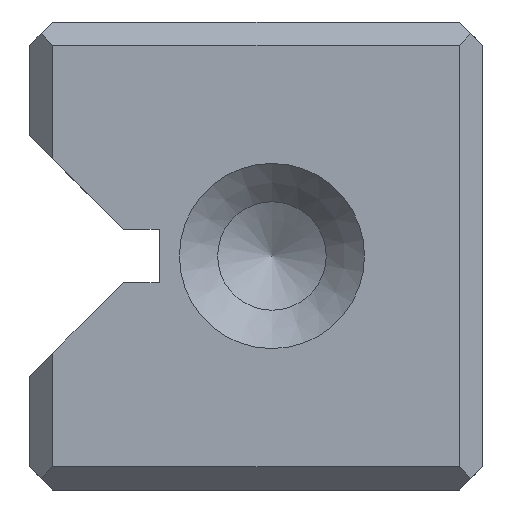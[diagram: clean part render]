
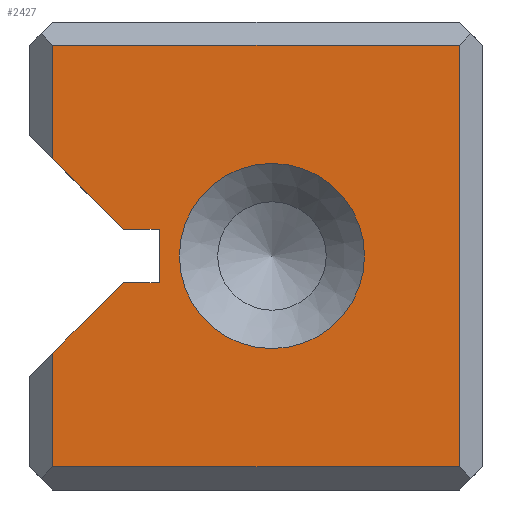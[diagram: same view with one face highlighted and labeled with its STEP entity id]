
A CAD part, left-side view. The second image highlights one B-rep face of the part: STEP entity #2427.
In plain terms, the highlighted planar face has unit normal (-1, 0, 0).
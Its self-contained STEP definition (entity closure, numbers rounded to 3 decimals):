
#2427=ADVANCED_FACE('',(#3042,#3043),#2763,.T.);
#2763=PLANE('',#8188);
#2991=CIRCLE('',#8187,4.35);
#3042=FACE_BOUND('',#3138,.T.);
#3043=FACE_BOUND('',#3139,.T.);
#3138=EDGE_LOOP('',(#3924));
#3139=EDGE_LOOP('',(#3925,#3926,#3927,#3928,#3929,#3930,#3931,#3932,#3933,
#3934));
#3924=ORIENTED_EDGE('',*,*,#6238,.T.);
#3925=ORIENTED_EDGE('',*,*,#6239,.T.);
#3926=ORIENTED_EDGE('',*,*,#6240,.T.);
#3927=ORIENTED_EDGE('',*,*,#6241,.T.);
#3928=ORIENTED_EDGE('',*,*,#6242,.T.);
#3929=ORIENTED_EDGE('',*,*,#6243,.F.);
#3930=ORIENTED_EDGE('',*,*,#6244,.F.);
#3931=ORIENTED_EDGE('',*,*,#6245,.F.);
#3932=ORIENTED_EDGE('',*,*,#6246,.F.);
#3933=ORIENTED_EDGE('',*,*,#6247,.T.);
#3934=ORIENTED_EDGE('',*,*,#6248,.T.);
#5652=VERTEX_POINT('',#10378);
#5653=VERTEX_POINT('',#10380);
#5654=VERTEX_POINT('',#10381);
#5655=VERTEX_POINT('',#10383);
#5656=VERTEX_POINT('',#10385);
#5657=VERTEX_POINT('',#10387);
#5658=VERTEX_POINT('',#10389);
#5659=VERTEX_POINT('',#10391);
#5660=VERTEX_POINT('',#10393);
#5661=VERTEX_POINT('',#10395);
#5662=VERTEX_POINT('',#10397);
#6238=EDGE_CURVE('',#5652,#5652,#2991,.T.);
#6239=EDGE_CURVE('',#5653,#5654,#7023,.T.);
#6240=EDGE_CURVE('',#5654,#5655,#7024,.T.);
#6241=EDGE_CURVE('',#5655,#5656,#7025,.T.);
#6242=EDGE_CURVE('',#5656,#5657,#7026,.T.);
#6243=EDGE_CURVE('',#5658,#5657,#7027,.T.);
#6244=EDGE_CURVE('',#5659,#5658,#7028,.T.);
#6245=EDGE_CURVE('',#5660,#5659,#7029,.T.);
#6246=EDGE_CURVE('',#5661,#5660,#7030,.T.);
#6247=EDGE_CURVE('',#5661,#5662,#7031,.T.);
#6248=EDGE_CURVE('',#5662,#5653,#7032,.T.);
#7023=LINE('',#10379,#7683);
#7024=LINE('',#10382,#7684);
#7025=LINE('',#10384,#7685);
#7026=LINE('',#10386,#7686);
#7027=LINE('',#10388,#7687);
#7028=LINE('',#10390,#7688);
#7029=LINE('',#10392,#7689);
#7030=LINE('',#10394,#7690);
#7031=LINE('',#10396,#7691);
#7032=LINE('',#10398,#7692);
#7683=VECTOR('',#8630,1.);
#7684=VECTOR('',#8631,1.);
#7685=VECTOR('',#8632,1.);
#7686=VECTOR('',#8633,1.);
#7687=VECTOR('',#8634,1.);
#7688=VECTOR('',#8635,1.);
#7689=VECTOR('',#8636,1.);
#7690=VECTOR('',#8637,1.);
#7691=VECTOR('',#8638,1.);
#7692=VECTOR('',#8639,1.);
#8187=AXIS2_PLACEMENT_3D('',#10377,#8628,#8629);
#8188=AXIS2_PLACEMENT_3D('',#10399,#8640,#8641);
#8628=DIRECTION('',(1.,0.,0.));
#8629=DIRECTION('',(0.,0.,-1.));
#8630=DIRECTION('',(0.,-1.,0.));
#8631=DIRECTION('',(0.,0.,1.));
#8632=DIRECTION('',(0.,1.,0.));
#8633=DIRECTION('',(0.,0.,-1.));
#8634=DIRECTION('',(0.,0.707,0.707));
#8635=DIRECTION('',(0.,1.,0.));
#8636=DIRECTION('',(0.,0.,1.));
#8637=DIRECTION('',(0.,-1.,0.));
#8638=DIRECTION('',(0.,0.707,-0.707));
#8639=DIRECTION('',(0.,0.,-1.));
#8640=DIRECTION('',(-1.,0.,0.));
#8641=DIRECTION('',(0.,0.,-1.));
#10377=CARTESIAN_POINT('',(0.,9.9,11.));
#10378=CARTESIAN_POINT('',(0.,9.9,6.65));
#10379=CARTESIAN_POINT('',(0.,10.65,1.1));
#10380=CARTESIAN_POINT('',(0.,20.2,1.1));
#10381=CARTESIAN_POINT('',(0.,1.1,1.1));
#10382=CARTESIAN_POINT('',(0.,1.1,0.));
#10383=CARTESIAN_POINT('',(0.,1.1,20.9));
#10384=CARTESIAN_POINT('',(0.,10.65,20.9));
#10385=CARTESIAN_POINT('',(0.,20.2,20.9));
#10386=CARTESIAN_POINT('',(0.,20.2,0.));
#10387=CARTESIAN_POINT('',(0.,20.2,15.564));
#10388=CARTESIAN_POINT('',(0.,7.643,3.007));
#10389=CARTESIAN_POINT('',(0.,16.886,12.25));
#10390=CARTESIAN_POINT('',(0.,10.65,12.25));
#10391=CARTESIAN_POINT('',(0.,15.2,12.25));
#10392=CARTESIAN_POINT('',(0.,15.2,0.));
#10393=CARTESIAN_POINT('',(0.,15.2,9.75));
#10394=CARTESIAN_POINT('',(0.,10.65,9.75));
#10395=CARTESIAN_POINT('',(0.,16.886,9.75));
#10396=CARTESIAN_POINT('',(0.,18.643,7.993));
#10397=CARTESIAN_POINT('',(0.,20.2,6.436));
#10398=CARTESIAN_POINT('',(0.,20.2,0.));
#10399=CARTESIAN_POINT('',(0.,10.65,0.));
